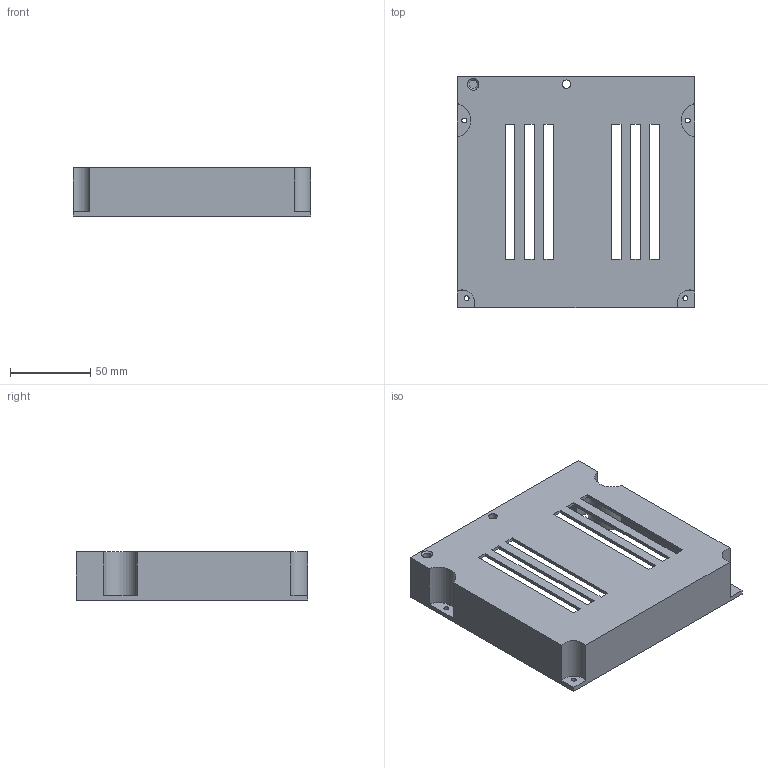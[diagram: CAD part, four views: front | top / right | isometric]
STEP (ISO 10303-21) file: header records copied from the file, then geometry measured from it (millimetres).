
FILE_DESCRIPTION(('FreeCAD Model'),'2;1');
FILE_NAME('Open CASCADE Shape Model','2024-09-17T17:34:44',(''),(''), 'Open CASCADE STEP processor 7.7','FreeCAD','Unknown');
FILE_SCHEMA(('AP242_MANAGED_MODEL_BASED_3D_ENGINEERING_MIM_LF. {1 0 10303 442 1 1 4 }'));
Length unit declared in the file: millimetre
Products named in the file (1): Right Backplane
Bounding box: 148 x 144 x 30 mm (x, y, z)
Volume: 88316.1 mm3; surface area: 68718.1 mm2
Topology: 1 solids, 1 shells, 129 faces, 346 edges, 228 vertices
Faces by surface type: plane 110, cylinder 17, cone 2
Full cylindrical faces by diameter (mm): 3 x4, 5.3 x2
Entity records: 4038 total; most frequent: CARTESIAN_POINT 706, ORIENTED_EDGE 692, DIRECTION 642, EDGE_CURVE 346, LINE 306, VECTOR 306, VERTEX_POINT 228, AXIS2_PLACEMENT_3D 168
